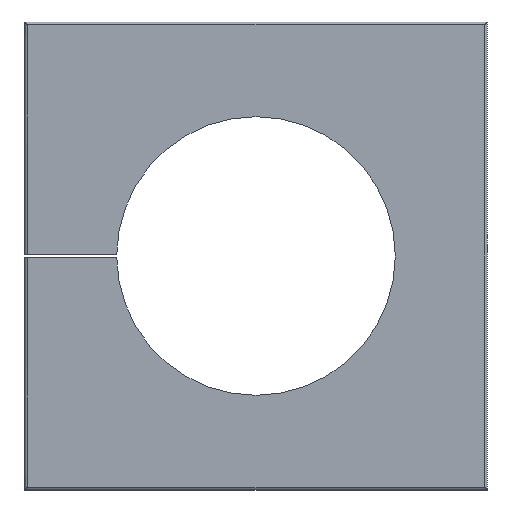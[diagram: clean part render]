
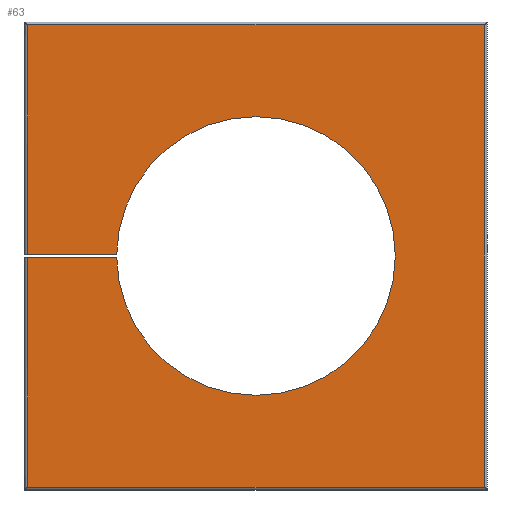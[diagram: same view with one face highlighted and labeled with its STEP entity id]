
A CAD part, front view. The second image highlights one B-rep face of the part: STEP entity #63.
In plain terms, the highlighted planar face has unit normal (0, -1, 0).
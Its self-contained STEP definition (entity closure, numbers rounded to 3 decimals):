
#63=ADVANCED_FACE('NONE',(#170),#171,.T.);
#170=FACE_OUTER_BOUND('',#351,.T.);
#171=PLANE('',#352);
#351=EDGE_LOOP('',(#1111,#1112,#1113,#1114,#1115,#1116,#1117,#1118,#1119,#1120));
#352=AXIS2_PLACEMENT_3D('',#1121,#1122,#1123);
#1111=ORIENTED_EDGE('',*,*,#1758,.F.);
#1112=ORIENTED_EDGE('',*,*,#1759,.T.);
#1113=ORIENTED_EDGE('',*,*,#1760,.T.);
#1114=ORIENTED_EDGE('',*,*,#1761,.T.);
#1115=ORIENTED_EDGE('',*,*,#1762,.T.);
#1116=ORIENTED_EDGE('',*,*,#1763,.T.);
#1117=ORIENTED_EDGE('',*,*,#1764,.T.);
#1118=ORIENTED_EDGE('',*,*,#1765,.T.);
#1119=ORIENTED_EDGE('',*,*,#1689,.T.);
#1120=ORIENTED_EDGE('',*,*,#1685,.T.);
#1121=CARTESIAN_POINT('',(-20.75,0.0,-21.0));
#1122=DIRECTION('',(0.0,-1.0,0.0));
#1123=DIRECTION('',(0.0,0.0,-1.0));
#1685=EDGE_CURVE('NONE',#1933,#1934,#1935,.T.);
#1689=EDGE_CURVE('NONE',#1941,#1933,#1942,.T.);
#1758=EDGE_CURVE('NONE',#2068,#1934,#2069,.T.);
#1759=EDGE_CURVE('NONE',#2068,#2070,#2071,.T.);
#1760=EDGE_CURVE('NONE',#2070,#2072,#2073,.T.);
#1761=EDGE_CURVE('NONE',#2072,#2074,#2075,.T.);
#1762=EDGE_CURVE('NONE',#2074,#2076,#2077,.T.);
#1763=EDGE_CURVE('NONE',#2076,#2078,#2079,.T.);
#1764=EDGE_CURVE('NONE',#2078,#2080,#2081,.T.);
#1765=EDGE_CURVE('NONE',#2080,#1941,#2082,.T.);
#1933=VERTEX_POINT('NONE',#2339);
#1934=VERTEX_POINT('NONE',#2340);
#1935=CIRCLE('',#2341,12.5);
#1941=VERTEX_POINT('NONE',#2349);
#1942=CIRCLE('',#2350,12.5);
#2068=VERTEX_POINT('NONE',#2543);
#2069=LINE('',#2544,#2545);
#2070=VERTEX_POINT('NONE',#2546);
#2071=LINE('',#2547,#2548);
#2072=VERTEX_POINT('NONE',#2549);
#2073=LINE('',#2550,#2551);
#2074=VERTEX_POINT('NONE',#2552);
#2075=LINE('',#2553,#2554);
#2076=VERTEX_POINT('NONE',#2555);
#2077=LINE('',#2556,#2557);
#2078=VERTEX_POINT('NONE',#2558);
#2079=LINE('',#2559,#2560);
#2080=VERTEX_POINT('NONE',#2561);
#2081=LINE('',#2562,#2563);
#2082=CIRCLE('',#2564,12.5);
#2339=CARTESIAN_POINT('',(0.,0.0,-12.5));
#2340=CARTESIAN_POINT('',(-12.499,0.0,-0.15));
#2341=AXIS2_PLACEMENT_3D('',#3471,#3472,#3473);
#2349=CARTESIAN_POINT('',(0.0,0.0,12.5));
#2350=AXIS2_PLACEMENT_3D('',#3479,#3480,#3481);
#2543=CARTESIAN_POINT('',(-20.5,0.0,-0.15));
#2544=CARTESIAN_POINT('',(-20.75,0.0,-0.15));
#2545=VECTOR('',#3552,1000.0);
#2546=CARTESIAN_POINT('',(-20.5,0.0,-20.75));
#2547=CARTESIAN_POINT('',(-20.5,0.0,-21.0));
#2548=VECTOR('',#3553,1000.0);
#2549=CARTESIAN_POINT('',(20.5,0.0,-20.75));
#2550=CARTESIAN_POINT('',(20.75,0.0,-20.75));
#2551=VECTOR('',#3554,1000.0);
#2552=CARTESIAN_POINT('',(20.5,0.0,20.75));
#2553=CARTESIAN_POINT('',(20.5,0.0,21.0));
#2554=VECTOR('',#3555,1000.0);
#2555=CARTESIAN_POINT('',(-20.5,0.0,20.75));
#2556=CARTESIAN_POINT('',(-20.75,0.0,20.75));
#2557=VECTOR('',#3556,1000.0);
#2558=CARTESIAN_POINT('',(-20.5,0.0,0.15));
#2559=CARTESIAN_POINT('',(-20.5,0.0,0.15));
#2560=VECTOR('',#3557,1000.0);
#2561=CARTESIAN_POINT('',(-12.499,0.0,0.15));
#2562=CARTESIAN_POINT('',(-20.75,0.0,0.15));
#2563=VECTOR('',#3558,1000.0);
#2564=AXIS2_PLACEMENT_3D('',#3559,#3560,#3561);
#3471=CARTESIAN_POINT('',(0.0,0.0,0.0));
#3472=DIRECTION('',(0.0,1.0,0.0));
#3473=DIRECTION('',(0.0,0.0,-1.0));
#3479=CARTESIAN_POINT('',(0.0,0.0,0.0));
#3480=DIRECTION('',(0.0,1.0,0.0));
#3481=DIRECTION('',(0.0,0.0,-1.0));
#3552=DIRECTION('',(1.0,0.0,0.0));
#3553=DIRECTION('',(-0.0,-0.0,-1.0));
#3554=DIRECTION('',(1.0,-0.0,-0.0));
#3555=DIRECTION('',(0.,-0.0,1.0));
#3556=DIRECTION('',(-1.0,-0.0,0.0));
#3557=DIRECTION('',(-0.0,-0.0,-1.0));
#3558=DIRECTION('',(1.0,0.0,0.0));
#3559=CARTESIAN_POINT('',(0.0,0.0,0.0));
#3560=DIRECTION('',(0.0,1.0,0.0));
#3561=DIRECTION('',(0.,0.0,-1.0));
